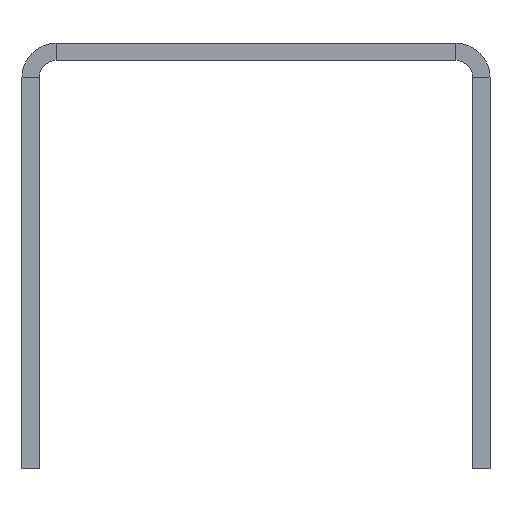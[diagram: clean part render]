
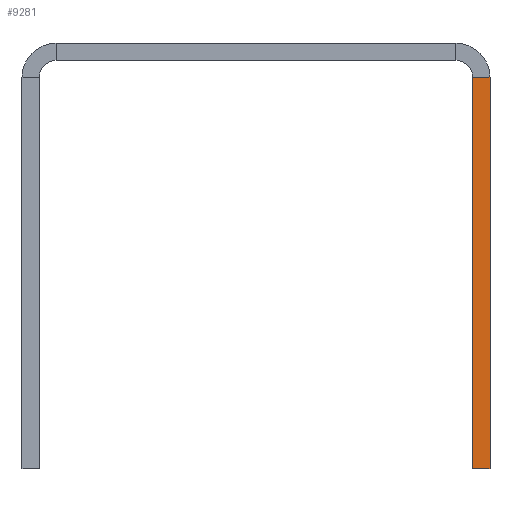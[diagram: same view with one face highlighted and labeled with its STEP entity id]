
A CAD part, front view. The second image highlights one B-rep face of the part: STEP entity #9281.
In plain terms, the highlighted planar face has unit normal (0, -1, 0).
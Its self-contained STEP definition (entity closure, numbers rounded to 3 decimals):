
#1475=DIRECTION('',(-1.,0.,0.));
#1476=VECTOR('',#1475,2.);
#1477=CARTESIAN_POINT('',(27.5,-1000.,21.));
#1478=LINE('',#1477,#1476);
#1479=DIRECTION('',(0.,0.,-1.));
#1480=VECTOR('',#1479,46.);
#1481=CARTESIAN_POINT('',(27.5,-1000.,21.));
#1482=LINE('',#1481,#1480);
#1483=DIRECTION('',(-1.,0.,0.));
#1484=VECTOR('',#1483,2.);
#1485=CARTESIAN_POINT('',(27.5,-1000.,-25.));
#1486=LINE('',#1485,#1484);
#1487=DIRECTION('',(0.,0.,-1.));
#1488=VECTOR('',#1487,46.);
#1489=CARTESIAN_POINT('',(25.5,-1000.,21.));
#1490=LINE('',#1489,#1488);
#6429=CARTESIAN_POINT('',(27.5,-1000.,-25.));
#6431=VERTEX_POINT('',#6429);
#6437=CARTESIAN_POINT('',(25.5,-1000.,-25.));
#6439=VERTEX_POINT('',#6437);
#6446=CARTESIAN_POINT('',(27.5,-1000.,21.));
#6448=VERTEX_POINT('',#6446);
#6462=CARTESIAN_POINT('',(25.5,-1000.,21.));
#6464=VERTEX_POINT('',#6462);
#9268=CARTESIAN_POINT('',(26.5,-1000.,-0.5));
#9269=DIRECTION('',(0.,-1.,0.));
#9270=DIRECTION('',(0.,0.,-1.));
#9271=AXIS2_PLACEMENT_3D('',#9268,#9269,#9270);
#9272=PLANE('',#9271);
#9273=ORIENTED_EDGE('',*,*,#9260,.F.);
#9274=ORIENTED_EDGE('',*,*,#8404,.T.);
#9276=ORIENTED_EDGE('',*,*,#9275,.T.);
#9278=ORIENTED_EDGE('',*,*,#9277,.F.);
#9279=EDGE_LOOP('',(#9273,#9274,#9276,#9278));
#9280=FACE_OUTER_BOUND('',#9279,.F.);
#9281=ADVANCED_FACE('',(#9280),#9272,.T.);
#8404=EDGE_CURVE('',#6448,#6431,#1482,.T.);
#9260=EDGE_CURVE('',#6448,#6464,#1478,.T.);
#9275=EDGE_CURVE('',#6431,#6439,#1486,.T.);
#9277=EDGE_CURVE('',#6464,#6439,#1490,.T.);
